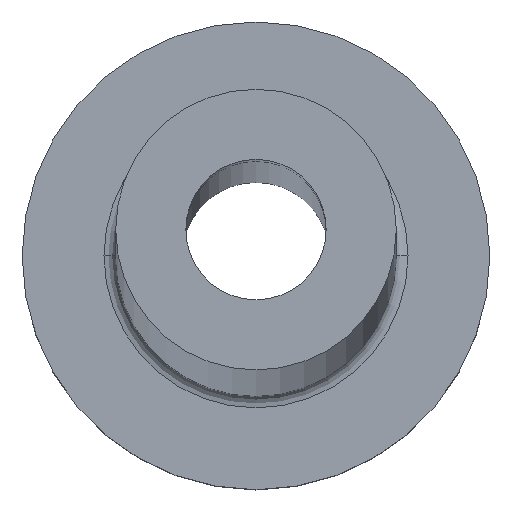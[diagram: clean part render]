
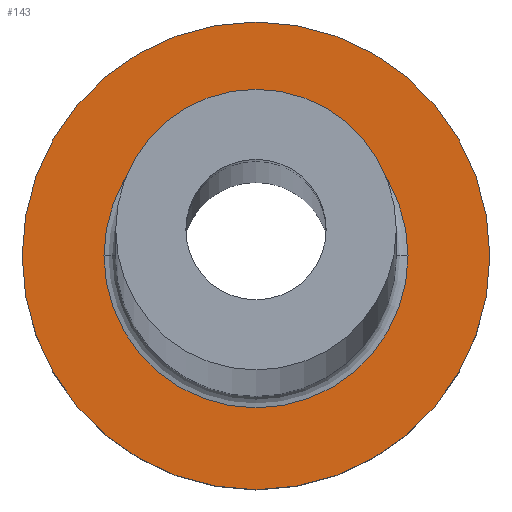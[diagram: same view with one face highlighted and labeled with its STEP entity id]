
A CAD part, top view. The second image highlights one B-rep face of the part: STEP entity #143.
In plain terms, the highlighted planar face has unit normal (0, 0, 1).
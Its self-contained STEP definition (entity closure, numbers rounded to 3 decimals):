
#15 = AXIS2_PLACEMENT_3D ( 'NONE', #425, #153, #151 ) ;
#35 = DIRECTION ( 'NONE',  ( 1., 0., 0. ) ) ;
#65 = DIRECTION ( 'NONE',  ( 0., 0., 1. ) ) ;
#70 = CIRCLE ( 'NONE', #238, 6.5 ) ;
#72 = EDGE_CURVE ( 'NONE', #422, #109, #70, .T. ) ;
#73 = CARTESIAN_POINT ( 'NONE',  ( 0., 0., 7. ) ) ;
#74 = CIRCLE ( 'NONE', #15, 10. ) ;
#101 = DIRECTION ( 'NONE',  ( 1., 0., 0. ) ) ;
#105 = EDGE_CURVE ( 'NONE', #220, #322, #417, .T. ) ;
#107 = DIRECTION ( 'NONE',  ( 1., 0., 0. ) ) ;
#109 = VERTEX_POINT ( 'NONE', #191 ) ;
#133 = PLANE ( 'NONE',  #276 ) ;
#142 = EDGE_LOOP ( 'NONE', ( #236, #182 ) ) ;
#143 = ADVANCED_FACE ( 'NONE', ( #348, #424 ), #133, .T. ) ;
#151 = DIRECTION ( 'NONE',  ( 1., 0., 0. ) ) ;
#153 = DIRECTION ( 'NONE',  ( 0., 0., 1. ) ) ;
#169 = DIRECTION ( 'NONE',  ( 1., 0., 0. ) ) ;
#175 = AXIS2_PLACEMENT_3D ( 'NONE', #376, #65, #169 ) ;
#182 = ORIENTED_EDGE ( 'NONE', *, *, #72, .T. ) ;
#191 = CARTESIAN_POINT ( 'NONE',  ( 6.5, 0., 7. ) ) ;
#206 = DIRECTION ( 'NONE',  ( 0., 0., -1. ) ) ;
#218 = AXIS2_PLACEMENT_3D ( 'NONE', #73, #206, #35 ) ;
#220 = VERTEX_POINT ( 'NONE', #314 ) ;
#226 = CARTESIAN_POINT ( 'NONE',  ( 0., 0., 7. ) ) ;
#236 = ORIENTED_EDGE ( 'NONE', *, *, #287, .T. ) ;
#238 = AXIS2_PLACEMENT_3D ( 'NONE', #226, #333, #101 ) ;
#250 = CARTESIAN_POINT ( 'NONE',  ( -6.5, 0., 7. ) ) ;
#254 = CIRCLE ( 'NONE', #218, 6.5 ) ;
#271 = DIRECTION ( 'NONE',  ( 0., 0., 1. ) ) ;
#276 = AXIS2_PLACEMENT_3D ( 'NONE', #461, #271, #107 ) ;
#287 = EDGE_CURVE ( 'NONE', #109, #422, #254, .T. ) ;
#295 = EDGE_LOOP ( 'NONE', ( #445, #340 ) ) ;
#314 = CARTESIAN_POINT ( 'NONE',  ( -10., 0., 7. ) ) ;
#322 = VERTEX_POINT ( 'NONE', #430 ) ;
#333 = DIRECTION ( 'NONE',  ( 0., 0., -1. ) ) ;
#340 = ORIENTED_EDGE ( 'NONE', *, *, #386, .T. ) ;
#348 = FACE_BOUND ( 'NONE', #142, .T. ) ;
#376 = CARTESIAN_POINT ( 'NONE',  ( 0., 0., 7. ) ) ;
#386 = EDGE_CURVE ( 'NONE', #322, #220, #74, .T. ) ;
#417 = CIRCLE ( 'NONE', #175, 10. ) ;
#422 = VERTEX_POINT ( 'NONE', #250 ) ;
#424 = FACE_OUTER_BOUND ( 'NONE', #295, .T. ) ;
#425 = CARTESIAN_POINT ( 'NONE',  ( 0., 0., 7. ) ) ;
#430 = CARTESIAN_POINT ( 'NONE',  ( 10., 0., 7. ) ) ;
#445 = ORIENTED_EDGE ( 'NONE', *, *, #105, .T. ) ;
#461 = CARTESIAN_POINT ( 'NONE',  ( 0., 0., 7. ) ) ;
